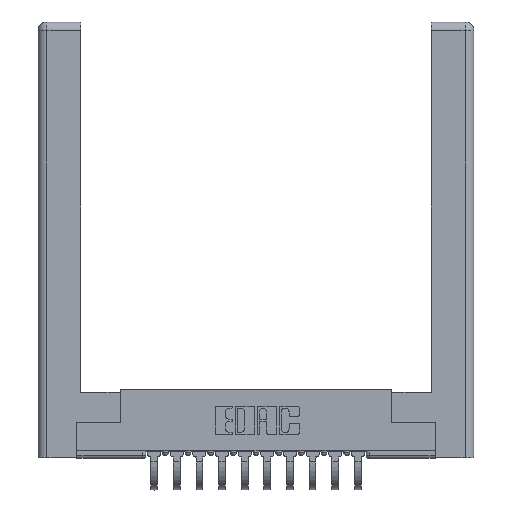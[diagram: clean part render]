
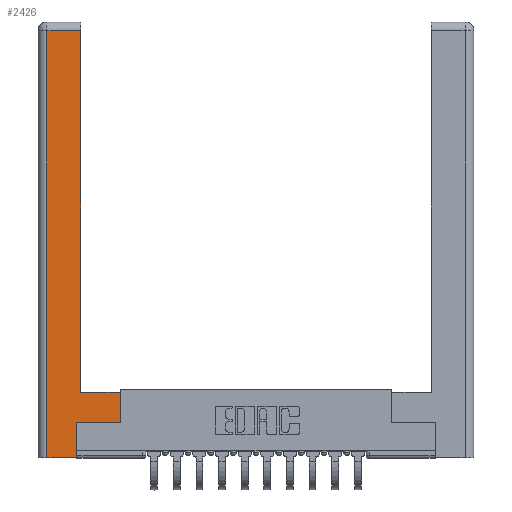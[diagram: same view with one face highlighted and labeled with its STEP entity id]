
A CAD part, top view. The second image highlights one B-rep face of the part: STEP entity #2426.
In plain terms, the highlighted planar face has unit normal (0, 0, 1).
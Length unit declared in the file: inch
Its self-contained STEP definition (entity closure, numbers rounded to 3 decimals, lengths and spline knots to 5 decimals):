
#10 = DIRECTION ( 'NONE',  ( -1., 0., 0. ) ) ;
#374 = ORIENTED_EDGE ( 'NONE', *, *, #7957, .T. ) ;
#726 = CARTESIAN_POINT ( 'NONE',  ( 0.295, 2.94, 0. ) ) ;
#769 = ORIENTED_EDGE ( 'NONE', *, *, #14168, .T. ) ;
#973 = CARTESIAN_POINT ( 'NONE',  ( 0.0615, 2.94, 0. ) ) ;
#1062 = VECTOR ( 'NONE', #12088, 39.37008 ) ;
#1131 = EDGE_LOOP ( 'NONE', ( #769, #1602, #374, #10041, #13526, #9059, #9079, #6489 ) ) ;
#1559 = CARTESIAN_POINT ( 'NONE',  ( 0.565, 0.45, 0. ) ) ;
#1602 = ORIENTED_EDGE ( 'NONE', *, *, #3347, .T. ) ;
#1624 = VECTOR ( 'NONE', #5720, 39.37008 ) ;
#1885 = DIRECTION ( 'NONE',  ( 0., -1., 0. ) ) ;
#2426 = ADVANCED_FACE ( 'NONE', ( #8790 ), #14030, .F. ) ;
#2515 = VECTOR ( 'NONE', #12017, 39.37008 ) ;
#2738 = CARTESIAN_POINT ( 'NONE',  ( 0.0615, 0., 0. ) ) ;
#2797 = LINE ( 'NONE', #7989, #15854 ) ;
#2958 = EDGE_CURVE ( 'NONE', #16203, #16559, #5009, .T. ) ;
#3347 = EDGE_CURVE ( 'NONE', #8837, #7585, #9309, .T. ) ;
#3419 = CARTESIAN_POINT ( 'NONE',  ( 0., 0., 0. ) ) ;
#3970 = AXIS2_PLACEMENT_3D ( 'NONE', #3419, #14359, #13164 ) ;
#4047 = CARTESIAN_POINT ( 'NONE',  ( 0.265, 0.245, 0. ) ) ;
#4404 = VERTEX_POINT ( 'NONE', #5517 ) ;
#4451 = LINE ( 'NONE', #7063, #7729 ) ;
#5009 = LINE ( 'NONE', #10213, #7262 ) ;
#5054 = VERTEX_POINT ( 'NONE', #7103 ) ;
#5517 = CARTESIAN_POINT ( 'NONE',  ( 0.565, 0.245, 0. ) ) ;
#5720 = DIRECTION ( 'NONE',  ( 1., 0., 0. ) ) ;
#6295 = VECTOR ( 'NONE', #1885, 39.37008 ) ;
#6402 = VERTEX_POINT ( 'NONE', #2738 ) ;
#6464 = VECTOR ( 'NONE', #10, 39.37008 ) ;
#6489 = ORIENTED_EDGE ( 'NONE', *, *, #2958, .T. ) ;
#6634 = CARTESIAN_POINT ( 'NONE',  ( 0.295, 0.45, 0. ) ) ;
#7063 = CARTESIAN_POINT ( 'NONE',  ( 0.265, 0., 0. ) ) ;
#7103 = CARTESIAN_POINT ( 'NONE',  ( 0.265, 0.245, 0. ) ) ;
#7262 = VECTOR ( 'NONE', #11678, 39.37008 ) ;
#7585 = VERTEX_POINT ( 'NONE', #973 ) ;
#7729 = VECTOR ( 'NONE', #12138, 39.37008 ) ;
#7957 = EDGE_CURVE ( 'NONE', #7585, #6402, #8358, .T. ) ;
#7989 = CARTESIAN_POINT ( 'NONE',  ( 0.295, 3., 0. ) ) ;
#8304 = LINE ( 'NONE', #4047, #1062 ) ;
#8358 = LINE ( 'NONE', #13616, #6295 ) ;
#8592 = EDGE_CURVE ( 'NONE', #4404, #16203, #9176, .T. ) ;
#8790 = FACE_OUTER_BOUND ( 'NONE', #1131, .T. ) ;
#8837 = VERTEX_POINT ( 'NONE', #726 ) ;
#9059 = ORIENTED_EDGE ( 'NONE', *, *, #12062, .T. ) ;
#9079 = ORIENTED_EDGE ( 'NONE', *, *, #8592, .T. ) ;
#9176 = LINE ( 'NONE', #14683, #2515 ) ;
#9225 = LINE ( 'NONE', #14466, #1624 ) ;
#9309 = LINE ( 'NONE', #15945, #6464 ) ;
#10041 = ORIENTED_EDGE ( 'NONE', *, *, #15496, .T. ) ;
#10213 = CARTESIAN_POINT ( 'NONE',  ( 0.295, 0.45, 0. ) ) ;
#11547 = EDGE_CURVE ( 'NONE', #12193, #5054, #8304, .T. ) ;
#11678 = DIRECTION ( 'NONE',  ( -1., 0., 0. ) ) ;
#12017 = DIRECTION ( 'NONE',  ( 0., 1., 0. ) ) ;
#12062 = EDGE_CURVE ( 'NONE', #5054, #4404, #9225, .T. ) ;
#12088 = DIRECTION ( 'NONE',  ( 0., 1., 0. ) ) ;
#12138 = DIRECTION ( 'NONE',  ( 1., 0., 0. ) ) ;
#12193 = VERTEX_POINT ( 'NONE', #12327 ) ;
#12327 = CARTESIAN_POINT ( 'NONE',  ( 0.265, 0., 0. ) ) ;
#13164 = DIRECTION ( 'NONE',  ( -1., 0., 0. ) ) ;
#13229 = DIRECTION ( 'NONE',  ( 0., 1., 0. ) ) ;
#13526 = ORIENTED_EDGE ( 'NONE', *, *, #11547, .T. ) ;
#13616 = CARTESIAN_POINT ( 'NONE',  ( 0.0615, 0., 0. ) ) ;
#14030 = PLANE ( 'NONE',  #3970 ) ;
#14168 = EDGE_CURVE ( 'NONE', #16559, #8837, #2797, .T. ) ;
#14359 = DIRECTION ( 'NONE',  ( 0., 0., -1. ) ) ;
#14466 = CARTESIAN_POINT ( 'NONE',  ( 0.565, 0.245, 0. ) ) ;
#14683 = CARTESIAN_POINT ( 'NONE',  ( 0.565, 0.45, 0. ) ) ;
#15496 = EDGE_CURVE ( 'NONE', #6402, #12193, #4451, .T. ) ;
#15854 = VECTOR ( 'NONE', #13229, 39.37008 ) ;
#15945 = CARTESIAN_POINT ( 'NONE',  ( 0.0615, 2.94, 0. ) ) ;
#16203 = VERTEX_POINT ( 'NONE', #1559 ) ;
#16559 = VERTEX_POINT ( 'NONE', #6634 ) ;
